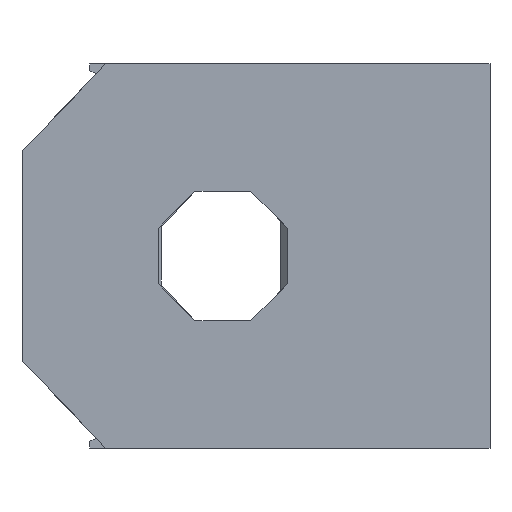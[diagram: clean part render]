
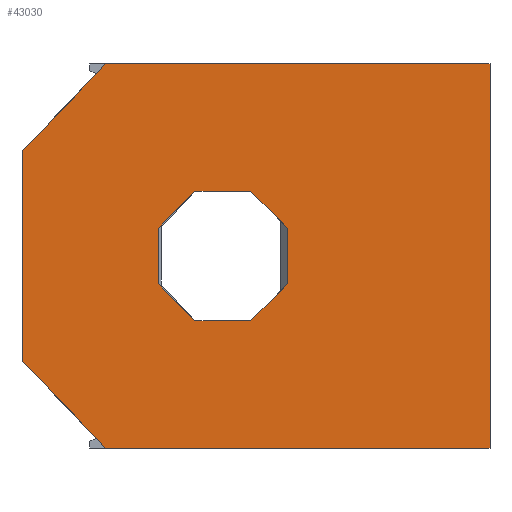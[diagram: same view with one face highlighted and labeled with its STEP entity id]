
A CAD part, left-side view. The second image highlights one B-rep face of the part: STEP entity #43030.
In plain terms, the highlighted face is planar.
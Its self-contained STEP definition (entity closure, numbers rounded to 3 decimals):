
#920=CARTESIAN_POINT('',(12.733,0.,-37.));
#930=VERTEX_POINT('',#920);
#960=CARTESIAN_POINT('',(0.,0.,-37.));
#970=DIRECTION('',(1.,0.,0.));
#980=VECTOR('',#970,1.);
#990=LINE('',#960,#980);
#1000=CARTESIAN_POINT('',(42.733,0.,-37.));
#1010=VERTEX_POINT('',#1000);
#1020=EDGE_CURVE('',#930,#1010,#990,.T.);
#1870=CARTESIAN_POINT('',(0.233,0.,30.));
#1880=VERTEX_POINT('',#1870);
#1910=CARTESIAN_POINT('',(0.233,0.,0.));
#1920=DIRECTION('',(0.,-0.,1.));
#1930=VECTOR('',#1920,1.);
#1940=LINE('',#1910,#1930);
#1950=CARTESIAN_POINT('',(0.233,0.,-25.));
#1960=VERTEX_POINT('',#1950);
#1970=EDGE_CURVE('',#1960,#1880,#1940,.T.);
#3380=CARTESIAN_POINT('',(18.483,0.,-12.25));
#3390=VERTEX_POINT('',#3380);
#3420=CARTESIAN_POINT('',(18.483,0.,0.));
#3430=DIRECTION('',(0.,0.,-1.));
#3440=VECTOR('',#3430,1.);
#3450=LINE('',#3420,#3440);
#3460=CARTESIAN_POINT('',(18.483,0.,-4.25));
#3470=VERTEX_POINT('',#3460);
#3480=EDGE_CURVE('',#3470,#3390,#3450,.T.);
#4190=CARTESIAN_POINT('',(0.,0.,-17.5));
#4200=DIRECTION('',(1.,0.,0.));
#4210=VECTOR('',#4200,1.);
#4220=LINE('',#4190,#4210);
#4230=CARTESIAN_POINT('',(23.733,0.,-17.5));
#4240=VERTEX_POINT('',#4230);
#4250=CARTESIAN_POINT('',(31.733,0.,-17.5));
#4260=VERTEX_POINT('',#4250);
#4270=EDGE_CURVE('',#4240,#4260,#4220,.T.);
#4980=CARTESIAN_POINT('',(0.,0.,-49.233));
#4990=DIRECTION('',(0.707,0.,0.707));
#5000=VECTOR('',#4990,1.);
#5010=LINE('',#4980,#5000);
#5020=CARTESIAN_POINT('',(36.983,0.,-12.25));
#5030=VERTEX_POINT('',#5020);
#5040=EDGE_CURVE('',#4260,#5030,#5010,.T.);
#5600=CARTESIAN_POINT('',(0.,0.,-24.776));
#5610=DIRECTION('',(0.721,0.,-0.693));
#5620=VECTOR('',#5610,1.);
#5630=LINE('',#5600,#5620);
#5640=EDGE_CURVE('',#1960,#930,#5630,.T.);
#6990=CARTESIAN_POINT('',(6.233,0.,0.));
#7000=DIRECTION('',(0.707,0.,-0.707));
#7010=VECTOR('',#7000,1.);
#7020=LINE('',#6990,#7010);
#7030=EDGE_CURVE('',#3390,#4240,#7020,.T.);
#11290=CARTESIAN_POINT('',(0.,0.,-78.024));
#11300=DIRECTION('',(-0.721,0.,-0.693));
#11310=VECTOR('',#11300,1.);
#11320=LINE('',#11290,#11310);
#11330=CARTESIAN_POINT('',(55.233,0.,-25.));
#11340=VERTEX_POINT('',#11330);
#11350=EDGE_CURVE('',#11340,#1010,#11320,.T.);
#17740=CARTESIAN_POINT('',(55.233,0.,30.));
#17750=VERTEX_POINT('',#17740);
#18790=CARTESIAN_POINT('',(55.233,0.,0.));
#18800=DIRECTION('',(0.,0.,-1.));
#18810=VECTOR('',#18800,1.);
#18820=LINE('',#18790,#18810);
#18830=EDGE_CURVE('',#17750,#11340,#18820,.T.);
#26400=CARTESIAN_POINT('',(0.,0.,-22.733));
#26410=DIRECTION('',(-0.707,0.,-0.707));
#26420=VECTOR('',#26410,1.);
#26430=LINE('',#26400,#26420);
#26440=CARTESIAN_POINT('',(23.733,0.,1.));
#26450=VERTEX_POINT('',#26440);
#26460=EDGE_CURVE('',#26450,#3470,#26430,.T.);
#31050=CARTESIAN_POINT('',(36.983,0.,0.));
#31060=DIRECTION('',(0.,0.,1.));
#31070=VECTOR('',#31060,1.);
#31080=LINE('',#31050,#31070);
#31090=CARTESIAN_POINT('',(36.983,0.,-4.25));
#31100=VERTEX_POINT('',#31090);
#31110=EDGE_CURVE('',#5030,#31100,#31080,.T.);
#42270=CARTESIAN_POINT('',(32.733,0.,0.));
#42280=DIRECTION('',(-0.707,0.,0.707));
#42290=VECTOR('',#42280,1.);
#42300=LINE('',#42270,#42290);
#42310=CARTESIAN_POINT('',(31.733,0.,1.));
#42320=VERTEX_POINT('',#42310);
#42330=EDGE_CURVE('',#31100,#42320,#42300,.T.);
#42700=CARTESIAN_POINT('',(-243.767,0.,-30280.));
#42710=DIRECTION('',(-0.,1.,0.));
#42720=DIRECTION('',(1.,0.,0.));
#42730=AXIS2_PLACEMENT_3D('',#42700,#42710,#42720);
#42740=PLANE('',#42730);
#42750=ORIENTED_EDGE('',*,*,#11350,.F.);
#42760=ORIENTED_EDGE('',*,*,#1020,.T.);
#42770=ORIENTED_EDGE('',*,*,#5640,.T.);
#42780=ORIENTED_EDGE('',*,*,#1970,.F.);
#42790=CARTESIAN_POINT('',(0.,0.,30.));
#42800=DIRECTION('',(1.,0.,0.));
#42810=VECTOR('',#42800,1.);
#42820=LINE('',#42790,#42810);
#42830=EDGE_CURVE('',#1880,#17750,#42820,.T.);
#42840=ORIENTED_EDGE('',*,*,#42830,.F.);
#42850=ORIENTED_EDGE('',*,*,#18830,.F.);
#42860=EDGE_LOOP('',(#42850,#42840,#42780,#42770,#42760,#42750));
#42870=FACE_OUTER_BOUND('',#42860,.T.);
#42880=ORIENTED_EDGE('',*,*,#42330,.F.);
#42890=CARTESIAN_POINT('',(0.,0.,1.));
#42900=DIRECTION('',(-1.,0.,0.));
#42910=VECTOR('',#42900,1.);
#42920=LINE('',#42890,#42910);
#42930=EDGE_CURVE('',#42320,#26450,#42920,.T.);
#42940=ORIENTED_EDGE('',*,*,#42930,.F.);
#42950=ORIENTED_EDGE('',*,*,#26460,.F.);
#42960=ORIENTED_EDGE('',*,*,#3480,.F.);
#42970=ORIENTED_EDGE('',*,*,#7030,.F.);
#42980=ORIENTED_EDGE('',*,*,#4270,.F.);
#42990=ORIENTED_EDGE('',*,*,#5040,.F.);
#43000=ORIENTED_EDGE('',*,*,#31110,.F.);
#43010=EDGE_LOOP('',(#43000,#42990,#42980,#42970,#42960,#42950,#42940,
#42880));
#43020=FACE_BOUND('',#43010,.T.);
#43030=ADVANCED_FACE('',(#42870,#43020),#42740,.F.);
